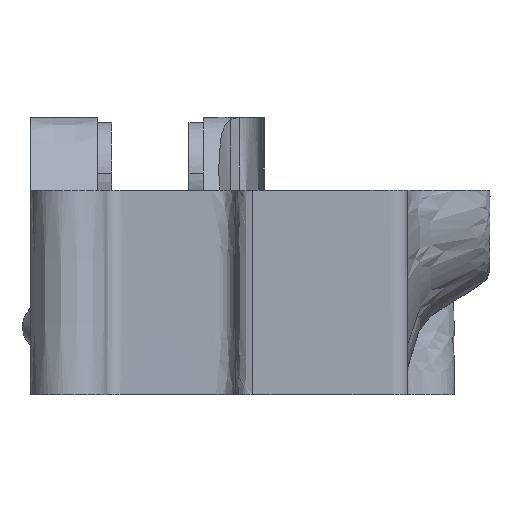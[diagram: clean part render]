
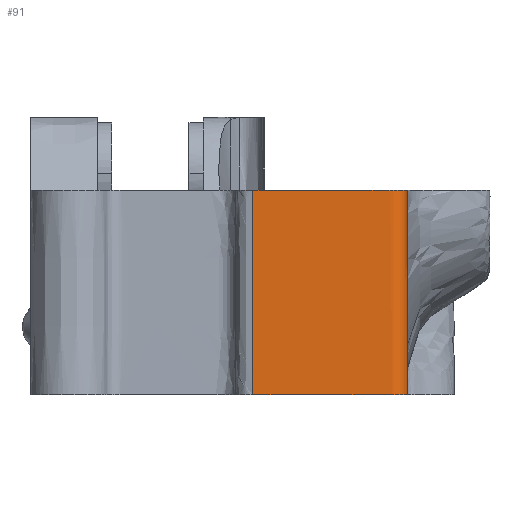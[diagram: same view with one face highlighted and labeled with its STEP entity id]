
A CAD part, front view. The second image highlights one B-rep face of the part: STEP entity #91.
In plain terms, the highlighted free-form (B-spline) face has degree [1, 3] with [2, 7] control points.
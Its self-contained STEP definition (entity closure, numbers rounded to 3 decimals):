
#91=ADVANCED_FACE('',(#221),#1854,.T.);
#221=FACE_OUTER_BOUND('',#355,.T.);
#355=EDGE_LOOP('',(#701,#702,#703,#704));
#701=ORIENTED_EDGE('',*,*,#1485,.T.);
#702=ORIENTED_EDGE('',*,*,#1242,.F.);
#703=ORIENTED_EDGE('',*,*,#1296,.T.);
#704=ORIENTED_EDGE('',*,*,#1456,.F.);
#1242=EDGE_CURVE('',#1618,#1617,#1942,.T.);
#1296=EDGE_CURVE('',#1618,#1737,#1961,.T.);
#1456=EDGE_CURVE('',#1552,#1737,#2017,.T.);
#1485=EDGE_CURVE('',#1552,#1617,#6800,.T.);
#1552=VERTEX_POINT('',#6385);
#1617=VERTEX_POINT('',#6450);
#1618=VERTEX_POINT('',#6451);
#1737=VERTEX_POINT('',#6570);
#1854=(
BOUNDED_SURFACE()
B_SPLINE_SURFACE(1,3,((#5170,#5171,#5172,#5173,#5174,#5175,#5176),(#5177,
#5178,#5179,#5180,#5181,#5182,#5183)),.UNSPECIFIED.,.F.,.F.,.F.)
B_SPLINE_SURFACE_WITH_KNOTS((2,2),(4,3,4),(0.06,12.001),
(73.949,75.408,83.407),.UNSPECIFIED.)
GEOMETRIC_REPRESENTATION_ITEM()
RATIONAL_B_SPLINE_SURFACE(((1.169,0.97,0.97,
1.169,1.169,1.169,1.169),(1.169,
0.97,0.97,1.169,1.169,1.169,
1.169)))
REPRESENTATION_ITEM('')
SURFACE()
);
#1942=(
BOUNDED_CURVE()
B_SPLINE_CURVE(3,(#2459,#2460,#2461,#2462,#2463,#2464,#2465),.UNSPECIFIED.,
.F.,.F.)
B_SPLINE_CURVE_WITH_KNOTS((4,3,4),(-83.407,-75.408,-73.949),
.UNSPECIFIED.)
CURVE()
GEOMETRIC_REPRESENTATION_ITEM()
RATIONAL_B_SPLINE_CURVE((1.,1.054,1.11,1.169,
0.921,0.874,1.))
REPRESENTATION_ITEM('')
);
#1961=(
BOUNDED_CURVE()
B_SPLINE_CURVE(3,(#2838,#2839,#2840,#2841),.UNSPECIFIED.,.F.,.F.)
B_SPLINE_CURVE_WITH_KNOTS((4,4),(0.,11.94),.UNSPECIFIED.)
CURVE()
GEOMETRIC_REPRESENTATION_ITEM()
RATIONAL_B_SPLINE_CURVE((1.,1.,1.,1.))
REPRESENTATION_ITEM('')
);
#2017=(
BOUNDED_CURVE()
B_SPLINE_CURVE(3,(#3810,#3811,#3812,#3813,#3814,#3815,#3816),.UNSPECIFIED.,
.F.,.F.)
B_SPLINE_CURVE_WITH_KNOTS((4,3,4),(-10.002,-8.541,-0.536),
.UNSPECIFIED.)
CURVE()
GEOMETRIC_REPRESENTATION_ITEM()
RATIONAL_B_SPLINE_CURVE((1.,0.874,0.921,1.169,
1.11,1.054,1.))
REPRESENTATION_ITEM('')
);
#2459=CARTESIAN_POINT('',(-114.,-17.631,12.001));
#2460=CARTESIAN_POINT('',(-111.329,-17.631,12.001));
#2461=CARTESIAN_POINT('',(-108.658,-17.631,12.001));
#2462=CARTESIAN_POINT('',(-105.987,-17.631,12.001));
#2463=CARTESIAN_POINT('',(-105.451,-17.631,12.001));
#2464=CARTESIAN_POINT('',(-105.051,-17.273,12.001));
#2465=CARTESIAN_POINT('',(-104.993,-16.74,12.001));
#2838=CARTESIAN_POINT('',(-114.013,-17.632,12.));
#2839=CARTESIAN_POINT('',(-114.013,-17.632,8.02));
#2840=CARTESIAN_POINT('',(-114.013,-17.632,4.04));
#2841=CARTESIAN_POINT('',(-114.013,-17.633,0.06));
#3810=CARTESIAN_POINT('',(-104.993,-16.74,0.06));
#3811=CARTESIAN_POINT('',(-105.051,-17.274,0.06));
#3812=CARTESIAN_POINT('',(-105.451,-17.632,0.06));
#3813=CARTESIAN_POINT('',(-105.987,-17.632,0.06));
#3814=CARTESIAN_POINT('',(-108.658,-17.632,0.06));
#3815=CARTESIAN_POINT('',(-111.329,-17.632,0.06));
#3816=CARTESIAN_POINT('',(-114.013,-17.633,0.06));
#3999=CARTESIAN_POINT('',(-104.993,-16.74,0.06));
#4000=CARTESIAN_POINT('',(-104.993,-16.74,12.001));
#5170=CARTESIAN_POINT('',(-104.993,-16.74,0.06));
#5171=CARTESIAN_POINT('',(-105.051,-17.274,0.06));
#5172=CARTESIAN_POINT('',(-105.451,-17.632,0.06));
#5173=CARTESIAN_POINT('',(-105.987,-17.632,0.06));
#5174=CARTESIAN_POINT('',(-108.658,-17.632,0.06));
#5175=CARTESIAN_POINT('',(-111.329,-17.632,0.06));
#5176=CARTESIAN_POINT('',(-114.,-17.632,0.06));
#5177=CARTESIAN_POINT('',(-104.993,-16.74,12.001));
#5178=CARTESIAN_POINT('',(-105.051,-17.273,12.001));
#5179=CARTESIAN_POINT('',(-105.451,-17.631,12.001));
#5180=CARTESIAN_POINT('',(-105.987,-17.631,12.001));
#5181=CARTESIAN_POINT('',(-108.658,-17.631,12.001));
#5182=CARTESIAN_POINT('',(-111.329,-17.631,12.001));
#5183=CARTESIAN_POINT('',(-114.,-17.631,12.001));
#6385=CARTESIAN_POINT('',(-104.993,-16.74,0.06));
#6450=CARTESIAN_POINT('',(-104.992,-16.74,12.001));
#6451=CARTESIAN_POINT('',(-114.004,-17.632,12.001));
#6570=CARTESIAN_POINT('',(-114.013,-17.633,0.06));
#6800=B_SPLINE_CURVE_WITH_KNOTS('',1,(#3999,#4000),.UNSPECIFIED.,.F.,.F.,
(2,2),(0.06,12.001),.UNSPECIFIED.);
